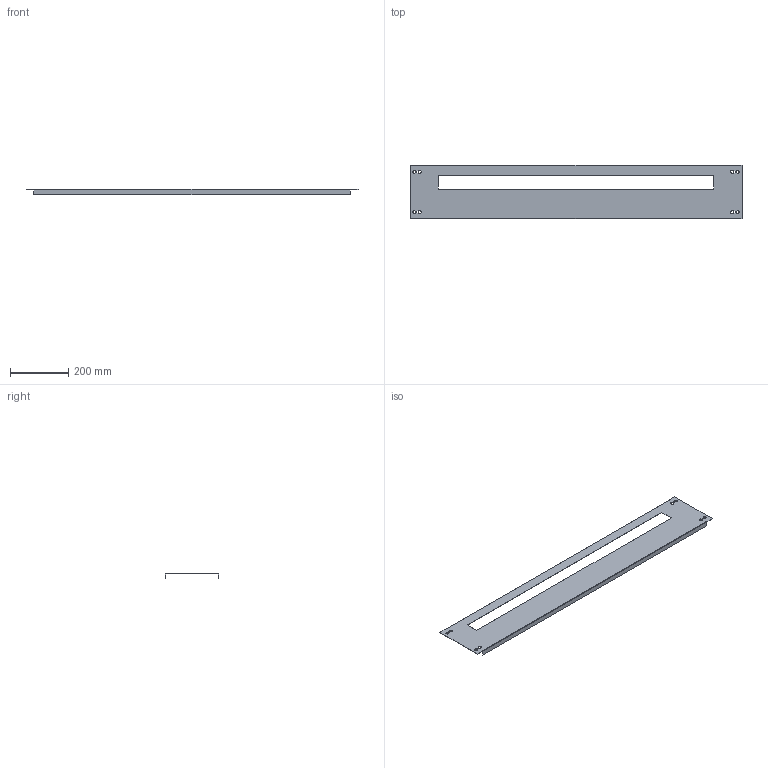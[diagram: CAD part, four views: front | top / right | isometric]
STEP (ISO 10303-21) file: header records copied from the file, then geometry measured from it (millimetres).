
FILE_DESCRIPTION (( 'STEP AP214' ), '1' );
FILE_NAME ('c_il053504--_3d.STEP', '2022-05-10T10:09:40', ( '' ), ( '' ), 'SwSTEP 2.0', 'SolidWorks 2021', '' );
FILE_SCHEMA (( 'AUTOMOTIVE_DESIGN' ));
Length unit declared in the file: millimetre
Products named in the file (1): c_il053504--_3d
Bounding box: 1137.5 x 183 x 18 mm (x, y, z)
Volume: 199531.9 mm3; surface area: 404050.1 mm2
Topology: 1 solids, 1 shells, 60 faces, 162 edges, 104 vertices
Faces by surface type: plane 42, cylinder 18
Entity records: 1940 total; most frequent: CARTESIAN_POINT 327, DIRECTION 324, ORIENTED_EDGE 324, EDGE_CURVE 162, VECTOR 122, LINE 122, VERTEX_POINT 104, AXIS2_PLACEMENT_3D 101
